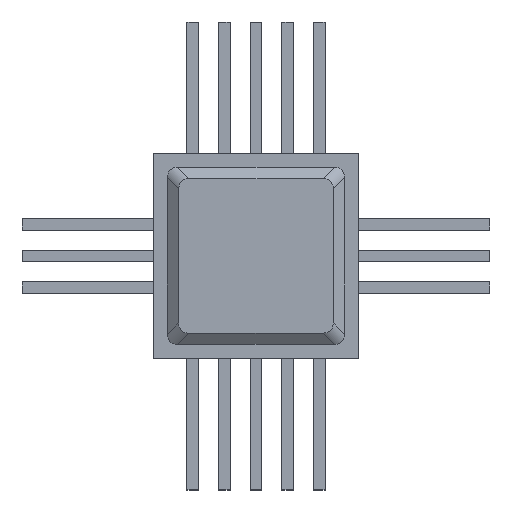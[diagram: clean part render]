
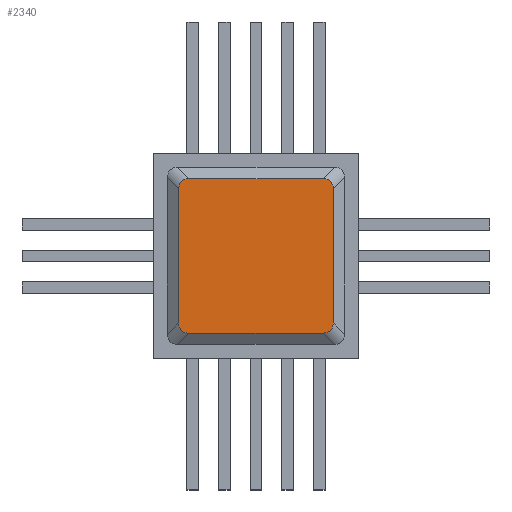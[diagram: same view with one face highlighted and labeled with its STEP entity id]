
A CAD part, top view. The second image highlights one B-rep face of the part: STEP entity #2340.
In plain terms, the highlighted planar face has unit normal (0, 0, 1).
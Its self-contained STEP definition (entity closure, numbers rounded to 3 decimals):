
#50 = CARTESIAN_POINT ( 'NONE',  ( 2.121, 2.442, 2.9 ) ) ;
#64 = CARTESIAN_POINT ( 'NONE',  ( 2.442, -2.327, 2.9 ) ) ;
#82 = PLANE ( 'NONE',  #3378 ) ;
#108 = CARTESIAN_POINT ( 'NONE',  ( -2.442, 2.121, 2.9 ) ) ;
#110 = ORIENTED_EDGE ( 'NONE', *, *, #3016, .T. ) ;
#445 = ORIENTED_EDGE ( 'NONE', *, *, #3629, .T. ) ;
#600 = DIRECTION ( 'NONE',  ( 1., 0., 0. ) ) ;
#648 = CARTESIAN_POINT ( 'NONE',  ( 2.442, 2.121, 2.9 ) ) ;
#680 = LINE ( 'NONE', #1506, #2046 ) ;
#725 = CARTESIAN_POINT ( 'NONE',  ( -2.442, 2.8, 2.9 ) ) ;
#798 =( BOUNDED_CURVE ( )  B_SPLINE_CURVE ( 3, ( #3190, #3236, #64, #2351 ),
 .UNSPECIFIED., .F., .F. ) 
 B_SPLINE_CURVE_WITH_KNOTS ( ( 4, 4 ),
 ( 5.811, 6.755 ),
 .UNSPECIFIED. ) 
 CURVE ( )  GEOMETRIC_REPRESENTATION_ITEM ( )  RATIONAL_B_SPLINE_CURVE ( ( 1., 0.927, 0.927, 1. ) ) 
 REPRESENTATION_ITEM ( '' )  );
#857 = CARTESIAN_POINT ( 'NONE',  ( 2.121, -2.442, 2.9 ) ) ;
#1043 = CARTESIAN_POINT ( 'NONE',  ( -2.121, -2.442, 2.9 ) ) ;
#1047 = LINE ( 'NONE', #725, #3642 ) ;
#1076 = CARTESIAN_POINT ( 'NONE',  ( 2.442, 2.121, 2.9 ) ) ;
#1086 = CARTESIAN_POINT ( 'NONE',  ( -2.442, -2.121, 2.9 ) ) ;
#1184 =( BOUNDED_CURVE ( )  B_SPLINE_CURVE ( 3, ( #3207, #2638, #3480, #108 ),
 .UNSPECIFIED., .F., .F. ) 
 B_SPLINE_CURVE_WITH_KNOTS ( ( 4, 4 ),
 ( 5.811, 6.755 ),
 .UNSPECIFIED. ) 
 CURVE ( )  GEOMETRIC_REPRESENTATION_ITEM ( )  RATIONAL_B_SPLINE_CURVE ( ( 1., 0.927, 0.927, 1. ) ) 
 REPRESENTATION_ITEM ( '' )  );
#1189 = EDGE_CURVE ( 'NONE', #1228, #1816, #1421, .T. ) ;
#1221 = LINE ( 'NONE', #2085, #2173 ) ;
#1226 = FACE_OUTER_BOUND ( 'NONE', #1884, .T. ) ;
#1228 = VERTEX_POINT ( 'NONE', #1577 ) ;
#1240 = CARTESIAN_POINT ( 'NONE',  ( -2.121, -2.442, 2.9 ) ) ;
#1275 = ORIENTED_EDGE ( 'NONE', *, *, #1802, .T. ) ;
#1317 = VERTEX_POINT ( 'NONE', #1076 ) ;
#1414 = VERTEX_POINT ( 'NONE', #2017 ) ;
#1421 =( BOUNDED_CURVE ( )  B_SPLINE_CURVE ( 3, ( #1086, #2978, #3299, #1043 ),
 .UNSPECIFIED., .F., .T. ) 
 B_SPLINE_CURVE_WITH_KNOTS ( ( 4, 4 ),
 ( 5.811, 6.755 ),
 .UNSPECIFIED. ) 
 CURVE ( )  GEOMETRIC_REPRESENTATION_ITEM ( )  RATIONAL_B_SPLINE_CURVE ( ( 1., 0.927, 0.927, 1. ) ) 
 REPRESENTATION_ITEM ( '' )  );
#1456 = VERTEX_POINT ( 'NONE', #50 ) ;
#1506 = CARTESIAN_POINT ( 'NONE',  ( 2.442, 2.8, 2.9 ) ) ;
#1514 = DIRECTION ( 'NONE',  ( -1., 0., 0. ) ) ;
#1577 = CARTESIAN_POINT ( 'NONE',  ( -2.442, -2.121, 2.9 ) ) ;
#1616 = DIRECTION ( 'NONE',  ( 0., -1., 0. ) ) ;
#1802 = EDGE_CURVE ( 'NONE', #1456, #2757, #1221, .T. ) ;
#1813 = CARTESIAN_POINT ( 'NONE',  ( 0., 0., 2.9 ) ) ;
#1816 = VERTEX_POINT ( 'NONE', #1240 ) ;
#1817 = CARTESIAN_POINT ( 'NONE',  ( 2.327, 2.442, 2.9 ) ) ;
#1835 = CARTESIAN_POINT ( 'NONE',  ( 2.442, 2.327, 2.9 ) ) ;
#1884 = EDGE_LOOP ( 'NONE', ( #110, #3243, #3035, #3487, #1275, #445, #3087, #2428 ) ) ;
#2017 = CARTESIAN_POINT ( 'NONE',  ( -2.442, 2.121, 2.9 ) ) ;
#2046 = VECTOR ( 'NONE', #2337, 1000. ) ;
#2085 = CARTESIAN_POINT ( 'NONE',  ( -2.8, 2.442, 2.9 ) ) ;
#2148 = VECTOR ( 'NONE', #2700, 1000. ) ;
#2158 = EDGE_CURVE ( 'NONE', #3588, #1317, #680, .T. ) ;
#2167 = EDGE_CURVE ( 'NONE', #1317, #1456, #3095, .T. ) ;
#2173 = VECTOR ( 'NONE', #1514, 1000. ) ;
#2337 = DIRECTION ( 'NONE',  ( 0., 1., 0. ) ) ;
#2340 = ADVANCED_FACE ( 'NONE', ( #1226 ), #82, .T. ) ;
#2342 = EDGE_CURVE ( 'NONE', #2642, #3588, #798, .T. ) ;
#2351 = CARTESIAN_POINT ( 'NONE',  ( 2.442, -2.121, 2.9 ) ) ;
#2428 = ORIENTED_EDGE ( 'NONE', *, *, #1189, .T. ) ;
#2638 = CARTESIAN_POINT ( 'NONE',  ( -2.327, 2.442, 2.9 ) ) ;
#2642 = VERTEX_POINT ( 'NONE', #857 ) ;
#2700 = DIRECTION ( 'NONE',  ( 1., 0., 0. ) ) ;
#2757 = VERTEX_POINT ( 'NONE', #3421 ) ;
#2758 = LINE ( 'NONE', #3027, #2148 ) ;
#2978 = CARTESIAN_POINT ( 'NONE',  ( -2.442, -2.327, 2.9 ) ) ;
#3006 = EDGE_CURVE ( 'NONE', #1414, #1228, #1047, .T. ) ;
#3016 = EDGE_CURVE ( 'NONE', #1816, #2642, #2758, .T. ) ;
#3027 = CARTESIAN_POINT ( 'NONE',  ( -2.8, -2.442, 2.9 ) ) ;
#3035 = ORIENTED_EDGE ( 'NONE', *, *, #2158, .T. ) ;
#3087 = ORIENTED_EDGE ( 'NONE', *, *, #3006, .T. ) ;
#3095 =( BOUNDED_CURVE ( )  B_SPLINE_CURVE ( 3, ( #648, #1835, #1817, #3225 ),
 .UNSPECIFIED., .F., .T. ) 
 B_SPLINE_CURVE_WITH_KNOTS ( ( 4, 4 ),
 ( 5.811, 6.755 ),
 .UNSPECIFIED. ) 
 CURVE ( )  GEOMETRIC_REPRESENTATION_ITEM ( )  RATIONAL_B_SPLINE_CURVE ( ( 1., 0.927, 0.927, 1. ) ) 
 REPRESENTATION_ITEM ( '' )  );
#3190 = CARTESIAN_POINT ( 'NONE',  ( 2.121, -2.442, 2.9 ) ) ;
#3207 = CARTESIAN_POINT ( 'NONE',  ( -2.121, 2.442, 2.9 ) ) ;
#3220 = DIRECTION ( 'NONE',  ( 0., 0., 1. ) ) ;
#3225 = CARTESIAN_POINT ( 'NONE',  ( 2.121, 2.442, 2.9 ) ) ;
#3236 = CARTESIAN_POINT ( 'NONE',  ( 2.327, -2.442, 2.9 ) ) ;
#3237 = CARTESIAN_POINT ( 'NONE',  ( 2.442, -2.121, 2.9 ) ) ;
#3243 = ORIENTED_EDGE ( 'NONE', *, *, #2342, .T. ) ;
#3299 = CARTESIAN_POINT ( 'NONE',  ( -2.327, -2.442, 2.9 ) ) ;
#3378 = AXIS2_PLACEMENT_3D ( 'NONE', #1813, #3220, #600 ) ;
#3421 = CARTESIAN_POINT ( 'NONE',  ( -2.121, 2.442, 2.9 ) ) ;
#3480 = CARTESIAN_POINT ( 'NONE',  ( -2.442, 2.327, 2.9 ) ) ;
#3487 = ORIENTED_EDGE ( 'NONE', *, *, #2167, .T. ) ;
#3588 = VERTEX_POINT ( 'NONE', #3237 ) ;
#3629 = EDGE_CURVE ( 'NONE', #2757, #1414, #1184, .T. ) ;
#3642 = VECTOR ( 'NONE', #1616, 1000. ) ;
